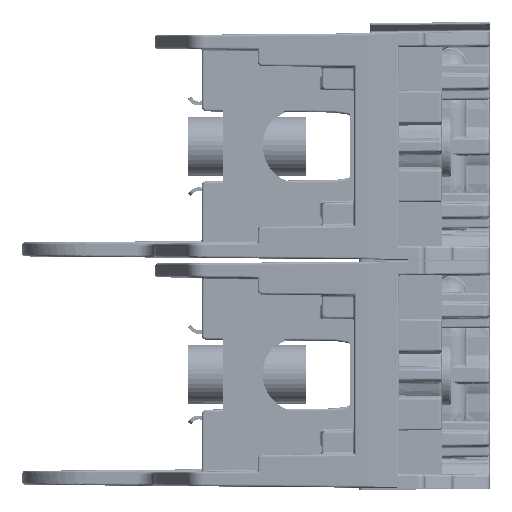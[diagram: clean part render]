
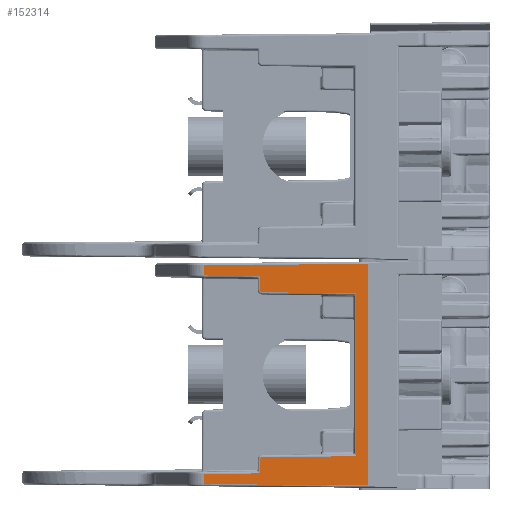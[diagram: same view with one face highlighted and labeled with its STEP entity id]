
A CAD part, left-side view. The second image highlights one B-rep face of the part: STEP entity #152314.
In plain terms, the highlighted planar face has unit normal (-1, 0.018, 0).
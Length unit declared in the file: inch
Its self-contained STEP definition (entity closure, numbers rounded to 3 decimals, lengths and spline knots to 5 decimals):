
#411 = ORIENTED_EDGE ( 'NONE', *, *, #6751, .F. ) ;
#2438 = LINE ( 'NONE', #149945, #30922 ) ;
#3906 = VECTOR ( 'NONE', #120266, 39.37008 ) ;
#4197 = CARTESIAN_POINT ( 'NONE',  ( -1.98097, 0.37492, -0.1945 ) ) ;
#4308 = CARTESIAN_POINT ( 'NONE',  ( -1.98526, 0.12928, -0.06504 ) ) ;
#4653 = VERTEX_POINT ( 'NONE', #121826 ) ;
#6751 = EDGE_CURVE ( 'NONE', #72974, #101033, #92330, .T. ) ;
#9279 = ORIENTED_EDGE ( 'NONE', *, *, #60304, .F. ) ;
#11488 = VECTOR ( 'NONE', #113295, 39.37008 ) ;
#12342 = VECTOR ( 'NONE', #24897, 39.37008 ) ;
#15559 = EDGE_CURVE ( 'NONE', #124138, #49089, #110942, .T. ) ;
#16109 = VECTOR ( 'NONE', #89461, 39.37008 ) ;
#18943 = CARTESIAN_POINT ( 'NONE',  ( -1.9922, -0.26883, 0.62807 ) ) ;
#19577 = CARTESIAN_POINT ( 'NONE',  ( -1.98521, 0.13185, 0.63157 ) ) ;
#20720 = EDGE_CURVE ( 'NONE', #36583, #71214, #42584, .T. ) ;
#21556 = LINE ( 'NONE', #120935, #53916 ) ;
#21787 = CARTESIAN_POINT ( 'NONE',  ( -1.98509, 0.13904, 0.70053 ) ) ;
#21889 = EDGE_CURVE ( 'NONE', #71214, #122795, #109445, .T. ) ;
#23837 = CARTESIAN_POINT ( 'NONE',  ( -1.98509, 0.13904, 0.70053 ) ) ;
#24897 = DIRECTION ( 'NONE',  ( 0.017, 1., 0.009 ) ) ;
#25928 = ORIENTED_EDGE ( 'NONE', *, *, #20720, .F. ) ;
#27575 = CARTESIAN_POINT ( 'NONE',  ( -1.98509, 0.13904, -0.13402 ) ) ;
#27982 = VERTEX_POINT ( 'NONE', #154441 ) ;
#29106 = CARTESIAN_POINT ( 'NONE',  ( -1.98517, 0.13438, -0.06613 ) ) ;
#29135 = DIRECTION ( 'NONE',  ( 0., 0., 1. ) ) ;
#30922 = VECTOR ( 'NONE', #29135, 39.37008 ) ;
#31482 = LINE ( 'NONE', #18943, #96321 ) ;
#35047 = CARTESIAN_POINT ( 'NONE',  ( -1.99248, -0.28446, 0.75117 ) ) ;
#36583 = VERTEX_POINT ( 'NONE', #76433 ) ;
#37141 = VECTOR ( 'NONE', #64258, 39.37008 ) ;
#37506 = DIRECTION ( 'NONE',  ( 0., 0., 1. ) ) ;
#38576 = CARTESIAN_POINT ( 'NONE',  ( -1.98097, 0.37492, 0.74541 ) ) ;
#41359 = CARTESIAN_POINT ( 'NONE',  ( -1.98526, 0.12928, -0.06504 ) ) ;
#42584 = B_SPLINE_CURVE_WITH_KNOTS ( 'NONE', 3,
 ( #102053, #89850, #126058, #29106, #114321, #41359 ),
 .UNSPECIFIED., .F., .F.,
 ( 4, 2, 4 ),
 ( 0., 0.5, 1. ),
 .UNSPECIFIED. ) ;
#42650 = EDGE_CURVE ( 'NONE', #4653, #27982, #85867, .T. ) ;
#44458 = EDGE_CURVE ( 'NONE', #27982, #131038, #134319, .T. ) ;
#45079 = CARTESIAN_POINT ( 'NONE',  ( -1.98509, 0.13904, 0.63882 ) ) ;
#45276 = ORIENTED_EDGE ( 'NONE', *, *, #101329, .F. ) ;
#45978 = CARTESIAN_POINT ( 'NONE',  ( -1.99307, -0.31822, -0.1945 ) ) ;
#46230 = FACE_OUTER_BOUND ( 'NONE', #157823, .T. ) ;
#47646 = LINE ( 'NONE', #4197, #11488 ) ;
#47967 = DIRECTION ( 'NONE',  ( 0., 0., 1. ) ) ;
#49089 = VERTEX_POINT ( 'NONE', #107547 ) ;
#49328 = DIRECTION ( 'NONE',  ( -0.017, -1., 0.009 ) ) ;
#49728 = ORIENTED_EDGE ( 'NONE', *, *, #146566, .F. ) ;
#50165 = CARTESIAN_POINT ( 'NONE',  ( -1.99307, -0.31822, 0.75146 ) ) ;
#50801 = AXIS2_PLACEMENT_3D ( 'NONE', #45978, #131223, #58223 ) ;
#53916 = VECTOR ( 'NONE', #47967, 39.37008 ) ;
#56958 = CARTESIAN_POINT ( 'NONE',  ( -1.99307, -0.31822, -0.18496 ) ) ;
#58223 = DIRECTION ( 'NONE',  ( 0.017, 1., 0. ) ) ;
#60304 = EDGE_CURVE ( 'NONE', #75415, #147589, #68692, .T. ) ;
#60866 = ORIENTED_EDGE ( 'NONE', *, *, #42650, .F. ) ;
#61482 = CARTESIAN_POINT ( 'NONE',  ( -1.9922, -0.26883, -0.1945 ) ) ;
#63032 = ORIENTED_EDGE ( 'NONE', *, *, #15559, .F. ) ;
#64258 = DIRECTION ( 'NONE',  ( 0., 0., 1. ) ) ;
#65912 = EDGE_CURVE ( 'NONE', #140637, #124138, #31482, .T. ) ;
#66174 = CARTESIAN_POINT ( 'NONE',  ( -1.98097, 0.37492, 0.70259 ) ) ;
#68692 = LINE ( 'NONE', #35047, #3906 ) ;
#71214 = VERTEX_POINT ( 'NONE', #76265 ) ;
#72974 = VERTEX_POINT ( 'NONE', #21787 ) ;
#75415 = VERTEX_POINT ( 'NONE', #38576 ) ;
#76265 = CARTESIAN_POINT ( 'NONE',  ( -1.98526, 0.12928, -0.06504 ) ) ;
#76433 = CARTESIAN_POINT ( 'NONE',  ( -1.98509, 0.13904, -0.07488 ) ) ;
#81290 = CARTESIAN_POINT ( 'NONE',  ( -1.98526, 0.12928, 0.63155 ) ) ;
#81649 = ORIENTED_EDGE ( 'NONE', *, *, #155199, .F. ) ;
#82105 = ORIENTED_EDGE ( 'NONE', *, *, #156349, .F. ) ;
#84330 = CARTESIAN_POINT ( 'NONE',  ( -1.98097, 0.37492, -0.13608 ) ) ;
#85867 = LINE ( 'NONE', #56958, #114366 ) ;
#87130 = ORIENTED_EDGE ( 'NONE', *, *, #44458, .F. ) ;
#87279 = ORIENTED_EDGE ( 'NONE', *, *, #114902, .F. ) ;
#87805 = VECTOR ( 'NONE', #49328, 39.37008 ) ;
#87816 = VECTOR ( 'NONE', #37506, 39.37008 ) ;
#89461 = DIRECTION ( 'NONE',  ( -0.017, -1., 0.009 ) ) ;
#89735 = CARTESIAN_POINT ( 'NONE',  ( -1.99307, -0.31822, -0.1945 ) ) ;
#89850 = CARTESIAN_POINT ( 'NONE',  ( -1.98509, 0.13904, -0.07231 ) ) ;
#92330 = LINE ( 'NONE', #23837, #12342 ) ;
#93760 = DIRECTION ( 'NONE',  ( 0.017, 1., 0.009 ) ) ;
#96321 = VECTOR ( 'NONE', #151947, 39.37008 ) ;
#96425 = LINE ( 'NONE', #89735, #124991 ) ;
#101033 = VERTEX_POINT ( 'NONE', #66174 ) ;
#101329 = EDGE_CURVE ( 'NONE', #49089, #72974, #21556, .T. ) ;
#102053 = CARTESIAN_POINT ( 'NONE',  ( -1.98509, 0.13904, -0.07488 ) ) ;
#102515 = EDGE_CURVE ( 'NONE', #122795, #140637, #152459, .T. ) ;
#104300 = ORIENTED_EDGE ( 'NONE', *, *, #21889, .F. ) ;
#105793 = CARTESIAN_POINT ( 'NONE',  ( -1.98517, 0.13438, 0.63264 ) ) ;
#107547 = CARTESIAN_POINT ( 'NONE',  ( -1.98509, 0.13904, 0.64139 ) ) ;
#109445 = LINE ( 'NONE', #4308, #16109 ) ;
#110942 = B_SPLINE_CURVE_WITH_KNOTS ( 'NONE', 3,
 ( #81290, #19577, #105793, #118022, #45079, #130336 ),
 .UNSPECIFIED., .F., .F.,
 ( 4, 2, 4 ),
 ( 0., 0.5, 1. ),
 .UNSPECIFIED. ) ;
#113295 = DIRECTION ( 'NONE',  ( 0., 0., 1. ) ) ;
#114202 = DIRECTION ( 'NONE',  ( 0., 0., -1. ) ) ;
#114321 = CARTESIAN_POINT ( 'NONE',  ( -1.98521, 0.13185, -0.06506 ) ) ;
#114366 = VECTOR ( 'NONE', #93760, 39.37008 ) ;
#114902 = EDGE_CURVE ( 'NONE', #147589, #4653, #96425, .T. ) ;
#118022 = CARTESIAN_POINT ( 'NONE',  ( -1.9851, 0.13799, 0.63628 ) ) ;
#120177 = LINE ( 'NONE', #121798, #87805 ) ;
#120266 = DIRECTION ( 'NONE',  ( -0.017, -1., 0.009 ) ) ;
#120935 = CARTESIAN_POINT ( 'NONE',  ( -1.98509, 0.13904, -0.1945 ) ) ;
#121798 = CARTESIAN_POINT ( 'NONE',  ( -1.98097, 0.37492, -0.13608 ) ) ;
#121826 = CARTESIAN_POINT ( 'NONE',  ( -1.99307, -0.31822, -0.18496 ) ) ;
#122795 = VERTEX_POINT ( 'NONE', #145338 ) ;
#124138 = VERTEX_POINT ( 'NONE', #131702 ) ;
#124977 = CARTESIAN_POINT ( 'NONE',  ( -1.98097, 0.37492, -0.1945 ) ) ;
#124991 = VECTOR ( 'NONE', #114202, 39.37008 ) ;
#126058 = CARTESIAN_POINT ( 'NONE',  ( -1.9851, 0.13799, -0.06977 ) ) ;
#130336 = CARTESIAN_POINT ( 'NONE',  ( -1.98509, 0.13904, 0.64139 ) ) ;
#130708 = PLANE ( 'NONE',  #50801 ) ;
#131038 = VERTEX_POINT ( 'NONE', #84330 ) ;
#131223 = DIRECTION ( 'NONE',  ( 1., -0.017, 0. ) ) ;
#131702 = CARTESIAN_POINT ( 'NONE',  ( -1.98526, 0.12928, 0.63155 ) ) ;
#134319 = LINE ( 'NONE', #124977, #37141 ) ;
#135006 = ORIENTED_EDGE ( 'NONE', *, *, #102515, .F. ) ;
#140637 = VERTEX_POINT ( 'NONE', #146414 ) ;
#144889 = VERTEX_POINT ( 'NONE', #27575 ) ;
#145338 = CARTESIAN_POINT ( 'NONE',  ( -1.9922, -0.26883, -0.06157 ) ) ;
#146414 = CARTESIAN_POINT ( 'NONE',  ( -1.9922, -0.26883, 0.62807 ) ) ;
#146566 = EDGE_CURVE ( 'NONE', #131038, #144889, #120177, .T. ) ;
#147589 = VERTEX_POINT ( 'NONE', #50165 ) ;
#149945 = CARTESIAN_POINT ( 'NONE',  ( -1.98509, 0.13904, -0.1945 ) ) ;
#151947 = DIRECTION ( 'NONE',  ( 0.017, 1., 0.009 ) ) ;
#152314 = ADVANCED_FACE ( 'NONE', ( #46230 ), #130708, .F. ) ;
#152459 = LINE ( 'NONE', #61482, #87816 ) ;
#154441 = CARTESIAN_POINT ( 'NONE',  ( -1.98097, 0.37492, -0.17891 ) ) ;
#154808 = ORIENTED_EDGE ( 'NONE', *, *, #65912, .F. ) ;
#155199 = EDGE_CURVE ( 'NONE', #144889, #36583, #2438, .T. ) ;
#156349 = EDGE_CURVE ( 'NONE', #101033, #75415, #47646, .T. ) ;
#157823 = EDGE_LOOP ( 'NONE', ( #411, #45276, #63032, #154808, #135006, #104300, #25928, #81649, #49728, #87130, #60866, #87279, #9279, #82105 ) ) ;
